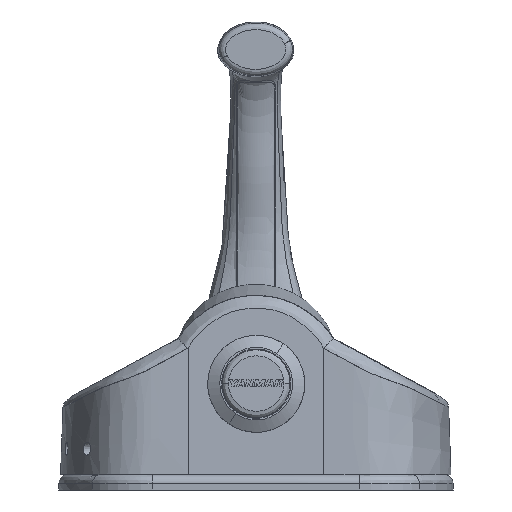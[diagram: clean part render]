
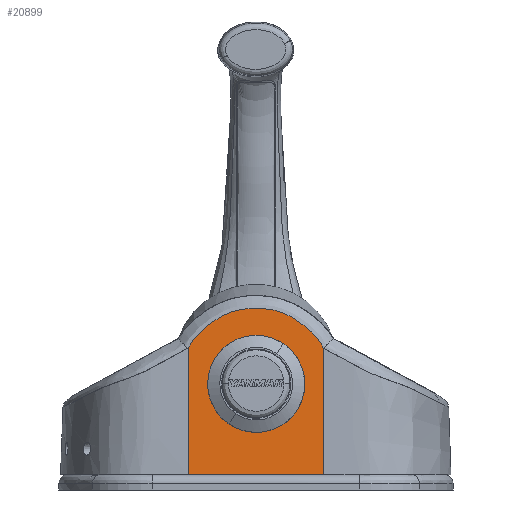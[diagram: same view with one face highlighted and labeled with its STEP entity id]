
A CAD part, left-side view. The second image highlights one B-rep face of the part: STEP entity #20899.
In plain terms, the highlighted free-form (B-spline) face has degree [1, 1] with [2, 2] control points.
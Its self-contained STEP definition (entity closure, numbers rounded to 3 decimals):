
#15874 = VERTEX_POINT('',#15875);
#15875 = CARTESIAN_POINT('',(-34.352,39.677,
    -73.164));
#15922 = EDGE_CURVE('',#15874,#15923,#15925,.T.);
#15923 = VERTEX_POINT('',#15924);
#15924 = CARTESIAN_POINT('',(-34.352,-35.769,
    -73.164));
#15925 = B_SPLINE_CURVE_WITH_KNOTS('',1,(#15926,#15927),.UNSPECIFIED.,
  .F.,.F.,(2,2),(13.966,15.949),
  .PIECEWISE_BEZIER_KNOTS.);
#15926 = CARTESIAN_POINT('',(-34.352,39.677,
    -73.164));
#15927 = CARTESIAN_POINT('',(-34.352,-35.769,
    -73.164));
#16053 = EDGE_CURVE('',#15923,#16054,#16056,.T.);
#16054 = VERTEX_POINT('',#16055);
#16055 = CARTESIAN_POINT('',(-31.889,-35.77,
    -2.635));
#16056 = B_SPLINE_CURVE_WITH_KNOTS('',3,(#16057,#16058,#16059,#16060),
  .UNSPECIFIED.,.F.,.F.,(4,4),(-47.114,0.),
  .PIECEWISE_BEZIER_KNOTS.);
#16057 = CARTESIAN_POINT('',(-34.352,-35.769,
    -73.164));
#16058 = CARTESIAN_POINT('',(-33.531,-35.769,
    -49.654));
#16059 = CARTESIAN_POINT('',(-32.71,-35.77,
    -26.145));
#16060 = CARTESIAN_POINT('',(-31.889,-35.77,
    -2.635));
#16226 = EDGE_CURVE('',#16227,#16054,#16229,.T.);
#16227 = VERTEX_POINT('',#16228);
#16228 = CARTESIAN_POINT('',(-31.888,-35.78,
    -2.62));
#16229 = B_SPLINE_CURVE_WITH_KNOTS('',3,(#16230,#16231,#16232,#16233),
  .UNSPECIFIED.,.F.,.F.,(4,4),(7.721,7.747),
  .PIECEWISE_BEZIER_KNOTS.);
#16230 = CARTESIAN_POINT('',(-31.888,-35.78,
    -2.62));
#16231 = CARTESIAN_POINT('',(-31.889,-35.772,
    -2.633));
#16232 = CARTESIAN_POINT('',(-31.889,-35.762,
    -2.649));
#16233 = CARTESIAN_POINT('',(-31.889,-35.77,
    -2.635));
#17416 = EDGE_CURVE('',#17417,#16227,#17419,.T.);
#17417 = VERTEX_POINT('',#17418);
#17418 = CARTESIAN_POINT('',(-31.888,39.688,
    -2.63));
#17419 = B_SPLINE_CURVE_WITH_KNOTS('',3,(#17420,#17421,#17422,#17423,
    #17424,#17425,#17426,#17427,#17428,#17429,#17430,#17431,#17432,
    #17433,#17434,#17435,#17436,#17437,#17438,#17439,#17440,#17441,
    #17442,#17443,#17444,#17445),.UNSPECIFIED.,.F.,.F.,(4,1,1,1,1,1,1,1,
    1,1,1,1,1,1,1,1,1,1,1,1,1,1,1,4),(-65.035,-62.207,
    -59.38,-56.552,-53.725,-50.897,
    -48.069,-45.242,-42.414,-39.587,
    -36.759,-33.931,-31.104,-28.276,
    -25.448,-22.621,-19.793,-16.966,
    -14.138,-11.31,-8.483,-5.655,
    -2.828,0.),.UNSPECIFIED.);
#17420 = CARTESIAN_POINT('',(-31.888,39.688,
    -2.63));
#17421 = CARTESIAN_POINT('',(-31.848,39.029,
    -1.474));
#17422 = CARTESIAN_POINT('',(-31.766,37.75,
    0.865));
#17423 = CARTESIAN_POINT('',(-31.655,35.33,
    4.058));
#17424 = CARTESIAN_POINT('',(-31.556,32.519,
    6.901));
#17425 = CARTESIAN_POINT('',(-31.465,29.473,
    9.49));
#17426 = CARTESIAN_POINT('',(-31.382,26.277,
    11.886));
#17427 = CARTESIAN_POINT('',(-31.304,22.943,
    14.098));
#17428 = CARTESIAN_POINT('',(-31.238,19.434,
    16.009));
#17429 = CARTESIAN_POINT('',(-31.184,15.743,
    17.551));
#17430 = CARTESIAN_POINT('',(-31.146,11.88,
    18.633));
#17431 = CARTESIAN_POINT('',(-31.123,7.945,
    19.302));
#17432 = CARTESIAN_POINT('',(-31.112,3.961,
    19.601));
#17433 = CARTESIAN_POINT('',(-31.112,-0.057,
    19.601));
#17434 = CARTESIAN_POINT('',(-31.123,-4.025,
    19.301));
#17435 = CARTESIAN_POINT('',(-31.146,-7.974,
    18.633));
#17436 = CARTESIAN_POINT('',(-31.184,-11.827,
    17.555));
#17437 = CARTESIAN_POINT('',(-31.237,-15.521,
    16.015));
#17438 = CARTESIAN_POINT('',(-31.304,-19.029,
    14.096));
#17439 = CARTESIAN_POINT('',(-31.381,-22.366,
    11.897));
#17440 = CARTESIAN_POINT('',(-31.465,-25.563,
    9.495));
#17441 = CARTESIAN_POINT('',(-31.555,-28.607,
    6.91));
#17442 = CARTESIAN_POINT('',(-31.655,-31.42,
    4.066));
#17443 = CARTESIAN_POINT('',(-31.766,-33.84,
    0.875));
#17444 = CARTESIAN_POINT('',(-31.848,-35.12,
    -1.464));
#17445 = CARTESIAN_POINT('',(-31.888,-35.78,
    -2.62));
#17958 = EDGE_CURVE('',#17959,#17417,#17961,.T.);
#17959 = VERTEX_POINT('',#17960);
#17960 = CARTESIAN_POINT('',(-31.889,39.679,
    -2.645));
#17961 = B_SPLINE_CURVE_WITH_KNOTS('',3,(#17962,#17963,#17964,#17965),
  .UNSPECIFIED.,.F.,.F.,(4,4),(0.,0.025),
  .PIECEWISE_BEZIER_KNOTS.);
#17962 = CARTESIAN_POINT('',(-31.889,39.679,
    -2.645));
#17963 = CARTESIAN_POINT('',(-31.889,39.67,
    -2.659));
#17964 = CARTESIAN_POINT('',(-31.889,39.68,
    -2.643));
#17965 = CARTESIAN_POINT('',(-31.888,39.688,
    -2.63));
#20608 = EDGE_CURVE('',#17959,#15874,#20609,.T.);
#20609 = B_SPLINE_CURVE_WITH_KNOTS('',3,(#20610,#20611,#20612,#20613),
  .UNSPECIFIED.,.F.,.F.,(4,4),(0.,47.114),
  .PIECEWISE_BEZIER_KNOTS.);
#20610 = CARTESIAN_POINT('',(-31.889,39.679,
    -2.645));
#20611 = CARTESIAN_POINT('',(-32.71,39.678,
    -26.151));
#20612 = CARTESIAN_POINT('',(-33.531,39.678,
    -49.657));
#20613 = CARTESIAN_POINT('',(-34.352,39.677,
    -73.164));
#20899 = ADVANCED_FACE('',(#20900,#20908),#20930,.T.);
#20900 = FACE_BOUND('',#20901,.T.);
#20901 = EDGE_LOOP('',(#20902,#20903,#20904,#20905,#20906,#20907));
#20902 = ORIENTED_EDGE('',*,*,#17958,.T.);
#20903 = ORIENTED_EDGE('',*,*,#17416,.T.);
#20904 = ORIENTED_EDGE('',*,*,#16226,.T.);
#20905 = ORIENTED_EDGE('',*,*,#16053,.F.);
#20906 = ORIENTED_EDGE('',*,*,#15922,.F.);
#20907 = ORIENTED_EDGE('',*,*,#20608,.F.);
#20908 = FACE_BOUND('',#20909,.T.);
#20909 = EDGE_LOOP('',(#20910,#20922));
#20910 = ORIENTED_EDGE('',*,*,#20911,.F.);
#20911 = EDGE_CURVE('',#20912,#20914,#20916,.T.);
#20912 = VERTEX_POINT('',#20913);
#20913 = CARTESIAN_POINT('',(-33.365,16.824,
    -44.9));
#20914 = VERTEX_POINT('',#20915);
#20915 = CARTESIAN_POINT('',(-31.802,-13.408,
    -0.155));
#20916 = ( BOUNDED_CURVE() B_SPLINE_CURVE(2,(#20917,#20918,#20919,#20920
,#20921),.UNSPECIFIED.,.F.,.F.) B_SPLINE_CURVE_WITH_KNOTS((3,2,3),(
    28.328,56.655,84.983),.UNSPECIFIED.) 
CURVE() GEOMETRIC_REPRESENTATION_ITEM() RATIONAL_B_SPLINE_CURVE((1.,
0.707,1.,0.707,1.)) REPRESENTATION_ITEM('') );
#20917 = CARTESIAN_POINT('',(-33.365,16.824,
    -44.9));
#20918 = CARTESIAN_POINT('',(-32.837,39.211,
    -29.794));
#20919 = CARTESIAN_POINT('',(-32.056,24.095,
    -7.421));
#20920 = CARTESIAN_POINT('',(-31.275,8.979,
    14.952));
#20921 = CARTESIAN_POINT('',(-31.802,-13.408,
    -0.155));
#20922 = ORIENTED_EDGE('',*,*,#20923,.F.);
#20923 = EDGE_CURVE('',#20914,#20912,#20924,.T.);
#20924 = ( BOUNDED_CURVE() B_SPLINE_CURVE(2,(#20925,#20926,#20927,#20928
,#20929),.UNSPECIFIED.,.F.,.F.) B_SPLINE_CURVE_WITH_KNOTS((3,2,3),(
    28.328,56.655,84.983),.UNSPECIFIED.) 
CURVE() GEOMETRIC_REPRESENTATION_ITEM() RATIONAL_B_SPLINE_CURVE((1.,
0.707,1.,0.707,1.)) REPRESENTATION_ITEM('') );
#20925 = CARTESIAN_POINT('',(-31.802,-13.408,
    -0.155));
#20926 = CARTESIAN_POINT('',(-32.33,-35.794,
    -15.262));
#20927 = CARTESIAN_POINT('',(-33.111,-20.678,
    -37.634));
#20928 = CARTESIAN_POINT('',(-33.892,-5.562,
    -60.007));
#20929 = CARTESIAN_POINT('',(-33.365,16.824,
    -44.9));
#20930 = B_SPLINE_SURFACE_WITH_KNOTS('',1,1,(
    (#20931,#20932)
    ,(#20933,#20934
    )),.UNSPECIFIED.,.F.,.F.,.F.,(2,2),(2,2),(-47.113,
    14.857),(-0.004,50.39),
  .PIECEWISE_BEZIER_KNOTS.);
#20931 = CARTESIAN_POINT('',(-34.352,39.688,
    -73.164));
#20932 = CARTESIAN_POINT('',(-34.352,-35.794,
    -73.164));
#20933 = CARTESIAN_POINT('',(-31.112,39.688,
    19.601));
#20934 = CARTESIAN_POINT('',(-31.112,-35.794,
    19.601));
